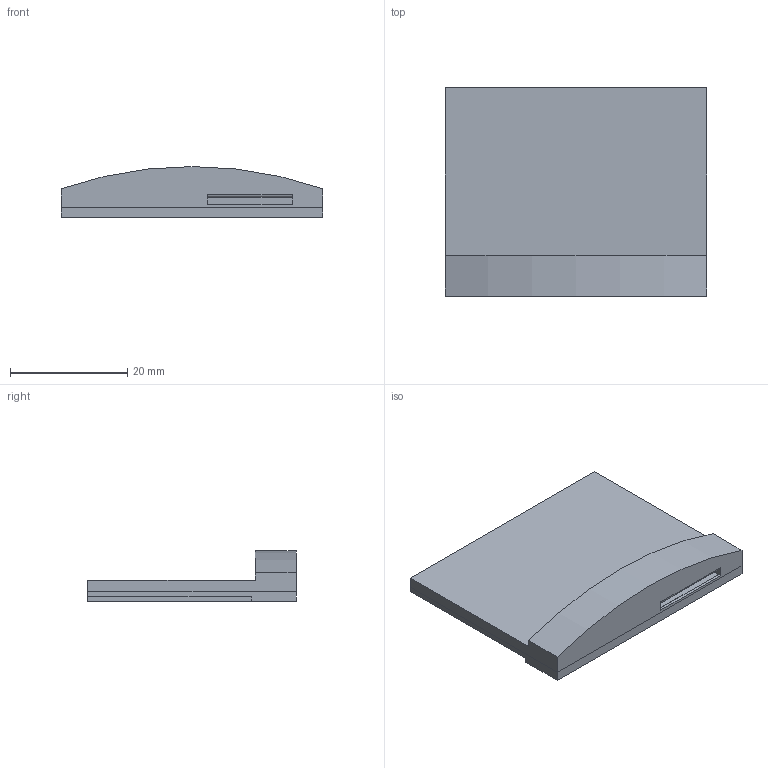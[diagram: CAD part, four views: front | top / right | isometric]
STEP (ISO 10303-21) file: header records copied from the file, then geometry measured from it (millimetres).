
FILE_DESCRIPTION(/* description */ (''),/* implementation_level */ '2;1');
FILE_NAME(/* name */ 'Leap_cart v6.step',/* time_stamp */ '2023-08-18T19:11:12+02:00',/* author */ (''),/* organization */ (''),/* preprocessor_version */ 'ST-DEVELOPER v19.2',/* originating_system */ 'Autodesk Translation Framework v12.6.0.85',/* authorisation */ '');
FILE_SCHEMA (('AUTOMOTIVE_DESIGN { 1 0 10303 214 3 1 1 }'));
Length unit declared in the file: millimetre
Products named in the file (1): Leap_cart
Bounding box: 44.6 x 35.6 x 8.69 mm (x, y, z)
Volume: 5766.3 mm3; surface area: 9604.2 mm2
Topology: 3 solids, 3 shells, 920 faces, 1904 edges, 992 vertices
Faces by surface type: plane 918, cylinder 2
Entity records: 22816 total; most frequent: CARTESIAN_POINT 3817, ORIENTED_EDGE 3808, DIRECTION 3750, EDGE_CURVE 1904, LINE 1900, VECTOR 1900, VERTEX_POINT 992, EDGE_LOOP 956
